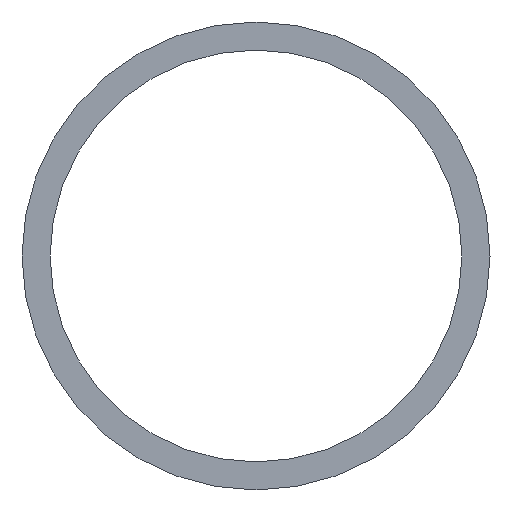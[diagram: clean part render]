
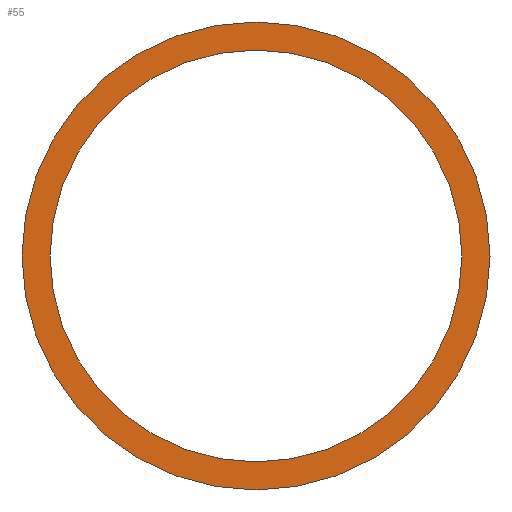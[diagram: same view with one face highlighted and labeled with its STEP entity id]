
A CAD part, left-side view. The second image highlights one B-rep face of the part: STEP entity #55.
In plain terms, the highlighted planar face has unit normal (-1, 0, 0).
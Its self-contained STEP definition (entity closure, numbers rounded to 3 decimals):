
#55 = ADVANCED_FACE( '', ( #126, #127 ), #128, .F. );
#59 = VERTEX_POINT( '', #132 );
#61 = EDGE_CURVE( '', #69, #83, #134, .T. );
#65 = EDGE_CURVE( '', #83, #69, #138, .T. );
#69 = VERTEX_POINT( '', #143 );
#73 = EDGE_CURVE( '', #101, #59, #147, .T. );
#75 = EDGE_CURVE( '', #59, #101, #149, .T. );
#83 = VERTEX_POINT( '', #158 );
#101 = VERTEX_POINT( '', #179 );
#126 = FACE_OUTER_BOUND( '', #194, .T. );
#127 = FACE_BOUND( '', #195, .T. );
#128 = PLANE( '', #196 );
#132 = CARTESIAN_POINT( '', ( 0., 0., 39.6 ) );
#134 = CIRCLE( '', #205, 45. );
#138 = CIRCLE( '', #210, 45. );
#143 = CARTESIAN_POINT( '', ( 0., 0., -45. ) );
#147 = CIRCLE( '', #222, 39.6 );
#149 = CIRCLE( '', #225, 39.6 );
#158 = CARTESIAN_POINT( '', ( 0., 0., 45. ) );
#179 = CARTESIAN_POINT( '', ( 0., 0., -39.6 ) );
#194 = EDGE_LOOP( '', ( #275, #276 ) );
#195 = EDGE_LOOP( '', ( #277, #278 ) );
#196 = AXIS2_PLACEMENT_3D( '', #279, #280, #281 );
#205 = AXIS2_PLACEMENT_3D( '', #283, #284, #285 );
#210 = AXIS2_PLACEMENT_3D( '', #286, #287, #288 );
#222 = AXIS2_PLACEMENT_3D( '', #298, #299, #300 );
#225 = AXIS2_PLACEMENT_3D( '', #301, #302, #303 );
#275 = ORIENTED_EDGE( '', *, *, #61, .F. );
#276 = ORIENTED_EDGE( '', *, *, #65, .F. );
#277 = ORIENTED_EDGE( '', *, *, #73, .T. );
#278 = ORIENTED_EDGE( '', *, *, #75, .T. );
#279 = CARTESIAN_POINT( '', ( 0., 0., 0. ) );
#280 = DIRECTION( '', ( 1., 0., 0. ) );
#281 = DIRECTION( '', ( 0., 0., -1. ) );
#283 = CARTESIAN_POINT( '', ( 0., 0., 0. ) );
#284 = DIRECTION( '', ( 1., 0., 0. ) );
#285 = DIRECTION( '', ( 0., 0., -1. ) );
#286 = CARTESIAN_POINT( '', ( 0., 0., 0. ) );
#287 = DIRECTION( '', ( 1., 0., 0. ) );
#288 = DIRECTION( '', ( 0., 0., -1. ) );
#298 = CARTESIAN_POINT( '', ( 0., 0., 0. ) );
#299 = DIRECTION( '', ( 1., 0., 0. ) );
#300 = DIRECTION( '', ( 0., 0., -1. ) );
#301 = CARTESIAN_POINT( '', ( 0., 0., 0. ) );
#302 = DIRECTION( '', ( 1., 0., 0. ) );
#303 = DIRECTION( '', ( 0., 0., -1. ) );
